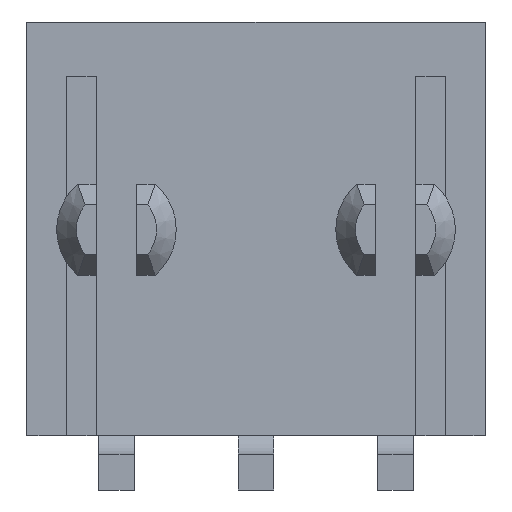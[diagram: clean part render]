
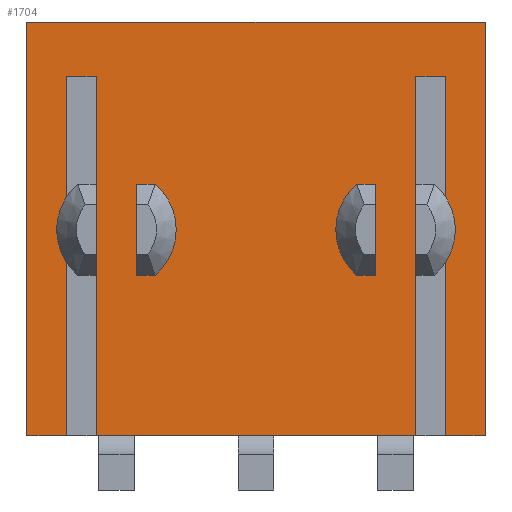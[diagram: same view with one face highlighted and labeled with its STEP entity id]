
A CAD part, front view. The second image highlights one B-rep face of the part: STEP entity #1704.
In plain terms, the highlighted planar face has unit normal (0, -1, 0).
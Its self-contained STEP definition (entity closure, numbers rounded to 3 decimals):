
#22=DIRECTION('',(-1.,0.,0.));
#23=VECTOR('',#22,13.8);
#24=CARTESIAN_POINT('',(6.9,0.4,0.));
#25=LINE('',#24,#23);
#134=DIRECTION('',(0.,0.,-1.));
#135=VECTOR('',#134,12.45);
#136=CARTESIAN_POINT('',(-6.9,0.4,0.));
#137=LINE('',#136,#135);
#138=DIRECTION('',(0.,0.,-1.));
#139=VECTOR('',#138,2.741);
#140=CARTESIAN_POINT('',(3.59,0.4,-4.88));
#141=LINE('',#140,#139);
#142=DIRECTION('',(0.,0.,1.));
#143=VECTOR('',#142,2.741);
#144=CARTESIAN_POINT('',(-3.59,0.4,-7.62));
#145=LINE('',#144,#143);
#146=DIRECTION('',(-1.,0.,0.));
#147=VECTOR('',#146,0.89);
#148=CARTESIAN_POINT('',(5.7,0.4,-1.65));
#149=LINE('',#148,#147);
#150=DIRECTION('',(-1.,0.,0.));
#151=VECTOR('',#150,0.89);
#152=CARTESIAN_POINT('',(-4.81,0.4,-1.65));
#153=LINE('',#152,#151);
#154=DIRECTION('',(0.,0.,1.));
#155=VECTOR('',#154,10.8);
#156=CARTESIAN_POINT('',(-5.7,0.4,-12.45));
#157=LINE('',#156,#155);
#158=DIRECTION('',(0.,0.,-1.));
#159=VECTOR('',#158,12.45);
#160=CARTESIAN_POINT('',(6.9,0.4,0.));
#161=LINE('',#160,#159);
#162=DIRECTION('',(0.,0.,1.));
#163=VECTOR('',#162,10.8);
#164=CARTESIAN_POINT('',(5.7,0.4,-12.45));
#165=LINE('',#164,#163);
#171=CARTESIAN_POINT('',(4.2,0.4,-6.25));
#172=DIRECTION('',(0.,1.,0.));
#173=DIRECTION('',(-0.407,0.,-0.914));
#174=AXIS2_PLACEMENT_3D('',#171,#172,#173);
#295=DIRECTION('',(0.,0.,1.));
#296=VECTOR('',#295,10.8);
#297=CARTESIAN_POINT('',(4.81,0.4,-12.45));
#298=LINE('',#297,#296);
#335=DIRECTION('',(-1.,0.,0.));
#336=VECTOR('',#335,1.2);
#337=CARTESIAN_POINT('',(-5.7,0.4,-12.45));
#338=LINE('',#337,#336);
#343=DIRECTION('',(-1.,0.,0.));
#344=VECTOR('',#343,9.62);
#345=CARTESIAN_POINT('',(4.81,0.4,-12.45));
#346=LINE('',#345,#344);
#351=DIRECTION('',(-1.,0.,0.));
#352=VECTOR('',#351,1.2);
#353=CARTESIAN_POINT('',(6.9,0.4,-12.45));
#354=LINE('',#353,#352);
#427=DIRECTION('',(0.,0.,-1.));
#428=VECTOR('',#427,10.8);
#429=CARTESIAN_POINT('',(-4.81,0.4,-1.65));
#430=LINE('',#429,#428);
#455=CARTESIAN_POINT('',(-4.2,0.4,-6.25));
#456=DIRECTION('',(0.,1.,0.));
#457=DIRECTION('',(0.407,0.,0.914));
#458=AXIS2_PLACEMENT_3D('',#455,#456,#457);
#1177=CARTESIAN_POINT('',(6.9,0.4,0.));
#1178=CARTESIAN_POINT('',(-6.9,0.4,0.));
#1179=VERTEX_POINT('',#1177);
#1180=VERTEX_POINT('',#1178);
#1185=CARTESIAN_POINT('',(-6.9,0.4,-12.45));
#1187=VERTEX_POINT('',#1185);
#1191=CARTESIAN_POINT('',(6.9,0.4,-12.45));
#1192=VERTEX_POINT('',#1191);
#1297=CARTESIAN_POINT('',(3.59,0.4,-4.88));
#1298=CARTESIAN_POINT('',(3.59,0.4,-7.62));
#1299=VERTEX_POINT('',#1297);
#1300=VERTEX_POINT('',#1298);
#1345=CARTESIAN_POINT('',(-3.59,0.4,-7.62));
#1346=CARTESIAN_POINT('',(-3.59,0.4,-4.88));
#1347=VERTEX_POINT('',#1345);
#1348=VERTEX_POINT('',#1346);
#1409=CARTESIAN_POINT('',(5.7,0.4,-1.65));
#1410=CARTESIAN_POINT('',(4.81,0.4,-1.65));
#1411=VERTEX_POINT('',#1409);
#1412=VERTEX_POINT('',#1410);
#1413=CARTESIAN_POINT('',(5.7,0.4,-12.45));
#1414=VERTEX_POINT('',#1413);
#1415=CARTESIAN_POINT('',(-5.7,0.4,-12.45));
#1416=CARTESIAN_POINT('',(-5.7,0.4,-1.65));
#1417=VERTEX_POINT('',#1415);
#1418=VERTEX_POINT('',#1416);
#1419=CARTESIAN_POINT('',(-4.81,0.4,-1.65));
#1420=VERTEX_POINT('',#1419);
#1421=CARTESIAN_POINT('',(4.81,0.4,-12.45));
#1422=CARTESIAN_POINT('',(-4.81,0.4,-12.45));
#1423=VERTEX_POINT('',#1421);
#1424=VERTEX_POINT('',#1422);
#1663=CARTESIAN_POINT('',(6.9,0.4,0.));
#1664=DIRECTION('',(0.,-1.,0.));
#1665=DIRECTION('',(-1.,0.,0.));
#1666=AXIS2_PLACEMENT_3D('',#1663,#1664,#1665);
#1667=PLANE('',#1666);
#1669=ORIENTED_EDGE('',*,*,#1668,.T.);
#1671=ORIENTED_EDGE('',*,*,#1670,.F.);
#1673=ORIENTED_EDGE('',*,*,#1672,.T.);
#1675=ORIENTED_EDGE('',*,*,#1674,.F.);
#1677=ORIENTED_EDGE('',*,*,#1676,.T.);
#1679=ORIENTED_EDGE('',*,*,#1678,.F.);
#1681=ORIENTED_EDGE('',*,*,#1680,.T.);
#1682=ORIENTED_EDGE('',*,*,#1655,.F.);
#1683=ORIENTED_EDGE('',*,*,#1548,.F.);
#1685=ORIENTED_EDGE('',*,*,#1684,.T.);
#1687=ORIENTED_EDGE('',*,*,#1686,.T.);
#1689=ORIENTED_EDGE('',*,*,#1688,.T.);
#1690=EDGE_LOOP('',(#1669,#1671,#1673,#1675,#1677,#1679,#1681,#1682,#1683,#1685,
#1687,#1689));
#1691=FACE_OUTER_BOUND('',#1690,.F.);
#1693=ORIENTED_EDGE('',*,*,#1692,.F.);
#1695=ORIENTED_EDGE('',*,*,#1694,.F.);
#1696=EDGE_LOOP('',(#1693,#1695));
#1697=FACE_BOUND('',#1696,.F.);
#1699=ORIENTED_EDGE('',*,*,#1698,.F.);
#1701=ORIENTED_EDGE('',*,*,#1700,.F.);
#1702=EDGE_LOOP('',(#1699,#1701));
#1703=FACE_BOUND('',#1702,.F.);
#1704=ADVANCED_FACE('',(#1691,#1697,#1703),#1667,.T.);
#175=CIRCLE('',#174,1.5);
#459=CIRCLE('',#458,1.5);
#1548=EDGE_CURVE('',#1179,#1180,#25,.T.);
#1655=EDGE_CURVE('',#1180,#1187,#137,.T.);
#1668=EDGE_CURVE('',#1411,#1412,#149,.T.);
#1670=EDGE_CURVE('',#1423,#1412,#298,.T.);
#1672=EDGE_CURVE('',#1423,#1424,#346,.T.);
#1674=EDGE_CURVE('',#1420,#1424,#430,.T.);
#1676=EDGE_CURVE('',#1420,#1418,#153,.T.);
#1678=EDGE_CURVE('',#1417,#1418,#157,.T.);
#1680=EDGE_CURVE('',#1417,#1187,#338,.T.);
#1684=EDGE_CURVE('',#1179,#1192,#161,.T.);
#1686=EDGE_CURVE('',#1192,#1414,#354,.T.);
#1688=EDGE_CURVE('',#1414,#1411,#165,.T.);
#1692=EDGE_CURVE('',#1348,#1347,#459,.T.);
#1694=EDGE_CURVE('',#1347,#1348,#145,.T.);
#1698=EDGE_CURVE('',#1300,#1299,#175,.T.);
#1700=EDGE_CURVE('',#1299,#1300,#141,.T.);
